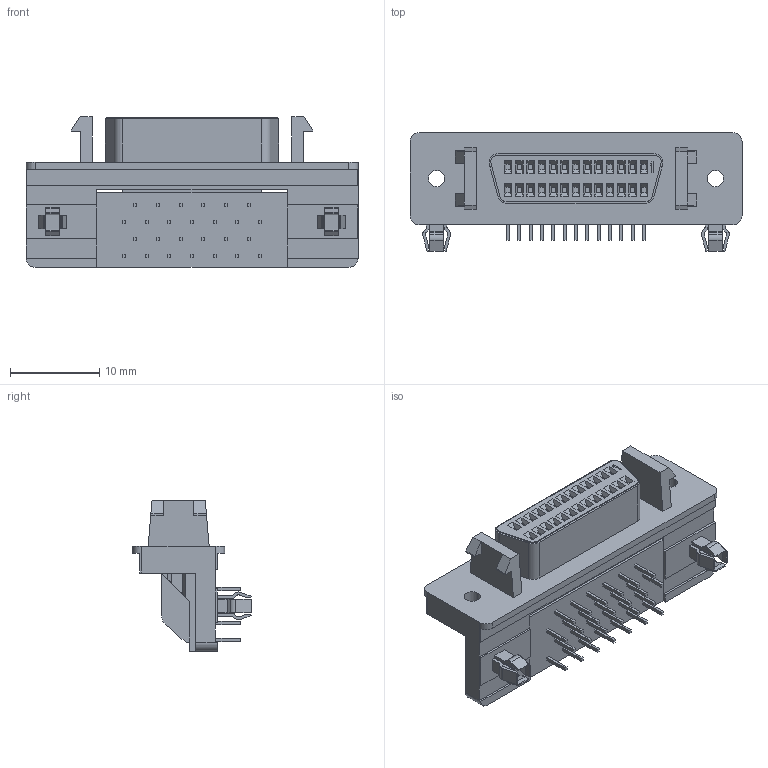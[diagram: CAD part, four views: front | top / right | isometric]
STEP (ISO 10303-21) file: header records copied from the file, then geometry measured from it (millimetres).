
FILE_DESCRIPTION((''),'2;1');
FILE_NAME('C-5787082-2','2012-11-16T',('workeradm'),('Tyco Electronics Ltd.'),'PRO/ENGINEER BY PARAMETRIC TECHNOLOGY CORPORATION, 2010430','PRO/ENGINEER BY PARAMETRIC TECHNOLOGY CORPORATION, 2010430','');
FILE_SCHEMA(('AUTOMOTIVE_DESIGN { 1 0 10303 214 1 1 1 1 }'));
Length unit declared in the file: millimetre
Products named in the file (1): C-5787082-2
Bounding box: 37.21 x 13.31 x 16.87 mm (x, y, z)
Volume: 2681.1 mm3; surface area: 2673.6 mm2
Topology: 1 solids, 1 shells, 602 faces, 1502 edges, 964 vertices
Faces by surface type: plane 546, cylinder 56
Entity records: 17842 total; most frequent: CARTESIAN_POINT 3077, ORIENTED_EDGE 3004, DIRECTION 2818, EDGE_CURVE 1502, VECTOR 1386, LINE 1386, VERTEX_POINT 964, AXIS2_PLACEMENT_3D 716
